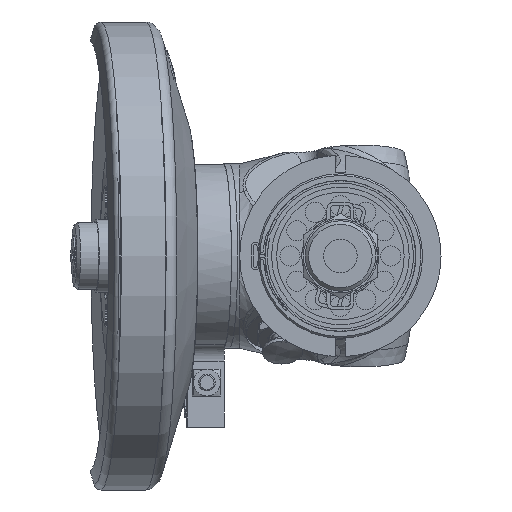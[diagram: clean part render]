
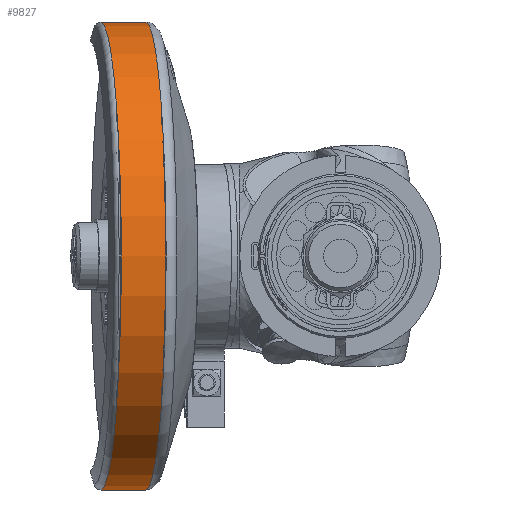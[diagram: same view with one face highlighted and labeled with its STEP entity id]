
A CAD part, left-side view. The second image highlights one B-rep face of the part: STEP entity #9827.
In plain terms, the highlighted cylindrical face has radius 69.7 mm (diameter 139.4 mm), a partial arc.
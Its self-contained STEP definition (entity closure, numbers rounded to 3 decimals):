
#725=CYLINDRICAL_SURFACE('',#10733,69.7);
#1170=CIRCLE('',#10732,69.7);
#1171=CIRCLE('',#10734,69.7);
#1733=FACE_OUTER_BOUND('',#2331,.T.);
#2331=EDGE_LOOP('',(#7804,#7805,#7806,#7807));
#2892=LINE('',#21271,#3396);
#2899=LINE('',#21473,#3403);
#3396=VECTOR('',#12802,10.);
#3403=VECTOR('',#12817,10.);
#4174=VERTEX_POINT('',#21259);
#4175=VERTEX_POINT('',#21270);
#4189=VERTEX_POINT('',#21461);
#4190=VERTEX_POINT('',#21472);
#5415=EDGE_CURVE('',#4175,#4174,#2892,.T.);
#5434=EDGE_CURVE('',#4190,#4189,#2899,.T.);
#5457=EDGE_CURVE('',#4174,#4190,#1170,.T.);
#5458=EDGE_CURVE('',#4175,#4189,#1171,.T.);
#7804=ORIENTED_EDGE('',*,*,#5434,.T.);
#7805=ORIENTED_EDGE('',*,*,#5458,.F.);
#7806=ORIENTED_EDGE('',*,*,#5415,.T.);
#7807=ORIENTED_EDGE('',*,*,#5457,.T.);
#9827=ADVANCED_FACE('',(#1733),#725,.T.);
#10732=AXIS2_PLACEMENT_3D('',#21557,#12867,#12868);
#10733=AXIS2_PLACEMENT_3D('',#21558,#12869,#12870);
#10734=AXIS2_PLACEMENT_3D('',#21559,#12871,#12872);
#12802=DIRECTION('',(0.087,-0.996,0.));
#12817=DIRECTION('',(-0.087,0.996,0.));
#12867=DIRECTION('center_axis',(-0.087,0.996,0.));
#12868=DIRECTION('ref_axis',(-0.996,-0.087,0.));
#12869=DIRECTION('center_axis',(-0.087,0.996,0.));
#12870=DIRECTION('ref_axis',(0.,0.,
1.));
#12871=DIRECTION('center_axis',(-0.087,0.996,0.));
#12872=DIRECTION('ref_axis',(-0.996,-0.087,0.));
#21259=CARTESIAN_POINT('',(-2.814,57.935,-69.698));
#21270=CARTESIAN_POINT('',(-3.982,71.284,-69.698));
#21271=CARTESIAN_POINT('',(-3.398,64.609,-69.698));
#21461=CARTESIAN_POINT('',(-3.982,71.284,69.698));
#21472=CARTESIAN_POINT('',(-2.814,57.935,69.698));
#21473=CARTESIAN_POINT('',(-3.398,64.609,69.698));
#21557=CARTESIAN_POINT('Origin',(-2.316,57.979,0.));
#21558=CARTESIAN_POINT('Origin',(-2.9,64.653,0.));
#21559=CARTESIAN_POINT('Origin',(-3.484,71.328,0.));
